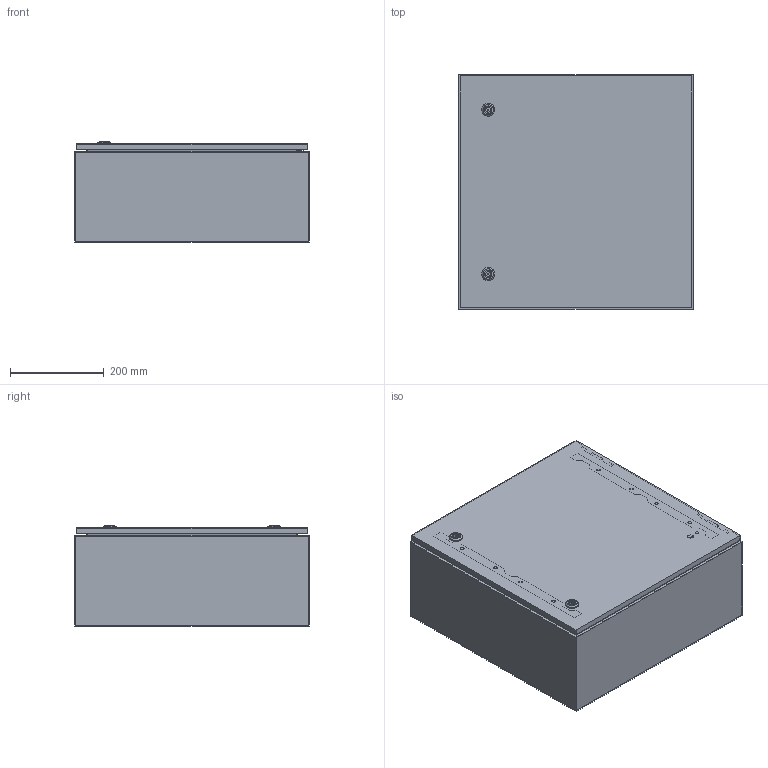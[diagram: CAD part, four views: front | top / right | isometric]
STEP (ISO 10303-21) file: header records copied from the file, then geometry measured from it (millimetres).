
FILE_DESCRIPTION (( 'STEP AP214' ), '1' );
FILE_NAME ('3351-5050-21-00.step', '2024-01-10T07:33:36', ( '' ), ( '' ), 'SwSTEP 2.0', 'SolidWorks 2019', '' );
FILE_SCHEMA (( 'AUTOMOTIVE_DESIGN' ));
Length unit declared in the file: millimetre
Products named in the file (4): Tuer_wgES_3351-5050-00-90; 3351-5050-21-00; Korpus_wgES_5050-21; Montageplattenbeipack_wgES_5050
Assembly tree (3 placements, depth 2):
  3351-5050-21-00
    Korpus_wgES_5050-21
    Tuer_wgES_3351-5050-00-90
    Montageplattenbeipack_wgES_5050
Bounding box: 500 x 500 x 217 mm (x, y, z)
Volume: 1569451.2 mm3; surface area: 2065629.6 mm2
Topology: 30 solids, 30 shells, 1218 faces, 2990 edges, 1924 vertices
Faces by surface type: plane 668, cylinder 446, cone 68, torus 20, sphere 16
Entity records: 37837 total; most frequent: CARTESIAN_POINT 6962, DIRECTION 6322, ORIENTED_EDGE 5964, EDGE_CURVE 2982, AXIS2_PLACEMENT_3D 2276, VERTEX_POINT 1924, VECTOR 1770, LINE 1770
